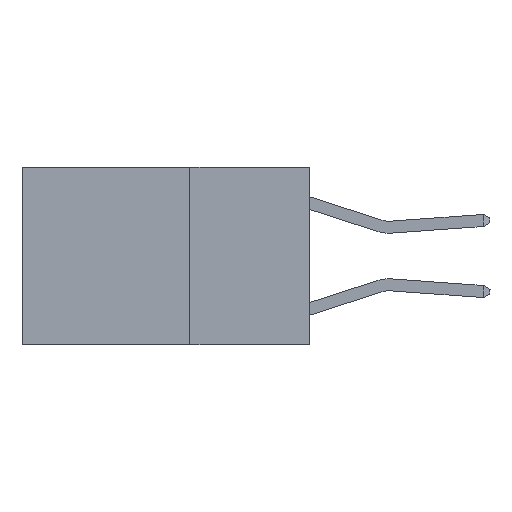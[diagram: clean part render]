
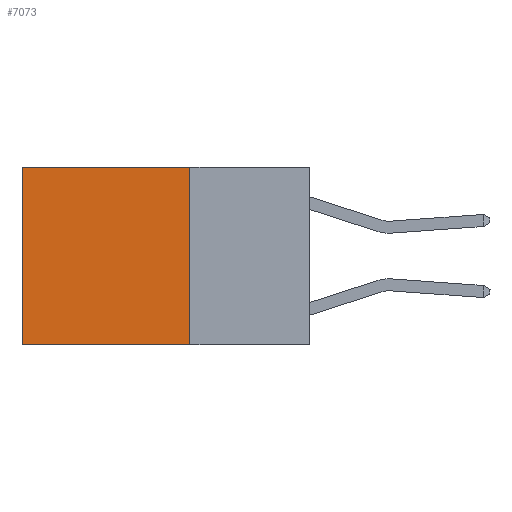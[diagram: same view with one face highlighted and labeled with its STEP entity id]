
A CAD part, left-side view. The second image highlights one B-rep face of the part: STEP entity #7073.
In plain terms, the highlighted planar face has unit normal (-1, 0, 0).
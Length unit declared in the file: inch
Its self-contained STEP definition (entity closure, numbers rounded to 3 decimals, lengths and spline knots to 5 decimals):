
#1062 = CARTESIAN_POINT ( 'NONE',  ( 0.2625, 0.25, 0. ) ) ;
#2327 = CARTESIAN_POINT ( 'NONE',  ( 0.2625, 0.25, -0.37 ) ) ;
#3355 = VERTEX_POINT ( 'NONE', #3930 ) ;
#3570 = DIRECTION ( 'NONE',  ( 0., 1., 0. ) ) ;
#3930 = CARTESIAN_POINT ( 'NONE',  ( 0.2625, 0.6, -0.37 ) ) ;
#6221 = LINE ( 'NONE', #21023, #19300 ) ;
#6308 = DIRECTION ( 'NONE',  ( 0., 0., -1. ) ) ;
#7073 = ADVANCED_FACE ( 'NONE', ( #18144 ), #24796, .F. ) ;
#7766 = DIRECTION ( 'NONE',  ( 1., 0., 0. ) ) ;
#8535 = EDGE_CURVE ( 'NONE', #29348, #12973, #23785, .T. ) ;
#8577 = EDGE_CURVE ( 'NONE', #24686, #3355, #10463, .T. ) ;
#8657 = DIRECTION ( 'NONE',  ( 0., 1., 0. ) ) ;
#8892 = CARTESIAN_POINT ( 'NONE',  ( 0.2625, 0.6, 0. ) ) ;
#10463 = LINE ( 'NONE', #11050, #22687 ) ;
#11050 = CARTESIAN_POINT ( 'NONE',  ( 0.2625, 0.25, -0.37 ) ) ;
#11087 = EDGE_CURVE ( 'NONE', #12973, #3355, #13731, .T. ) ;
#11831 = EDGE_LOOP ( 'NONE', ( #12962, #12200, #22319, #21941 ) ) ;
#12200 = ORIENTED_EDGE ( 'NONE', *, *, #8577, .F. ) ;
#12203 = VECTOR ( 'NONE', #23564, 39.37008 ) ;
#12962 = ORIENTED_EDGE ( 'NONE', *, *, #11087, .T. ) ;
#12973 = VERTEX_POINT ( 'NONE', #22258 ) ;
#13731 = LINE ( 'NONE', #8892, #12203 ) ;
#17302 = VECTOR ( 'NONE', #3570, 39.37008 ) ;
#18059 = EDGE_CURVE ( 'NONE', #29348, #24686, #6221, .T. ) ;
#18144 = FACE_OUTER_BOUND ( 'NONE', #11831, .T. ) ;
#19300 = VECTOR ( 'NONE', #6308, 39.37008 ) ;
#21023 = CARTESIAN_POINT ( 'NONE',  ( 0.2625, 0.25, 0. ) ) ;
#21941 = ORIENTED_EDGE ( 'NONE', *, *, #8535, .T. ) ;
#22258 = CARTESIAN_POINT ( 'NONE',  ( 0.2625, 0.6, 0. ) ) ;
#22319 = ORIENTED_EDGE ( 'NONE', *, *, #18059, .F. ) ;
#22456 = CARTESIAN_POINT ( 'NONE',  ( 0.2625, 0.25, 0. ) ) ;
#22687 = VECTOR ( 'NONE', #8657, 39.37008 ) ;
#23564 = DIRECTION ( 'NONE',  ( 0., 0., -1. ) ) ;
#23785 = LINE ( 'NONE', #1062, #17302 ) ;
#24480 = AXIS2_PLACEMENT_3D ( 'NONE', #22456, #7766, #24904 ) ;
#24686 = VERTEX_POINT ( 'NONE', #2327 ) ;
#24796 = PLANE ( 'NONE',  #24480 ) ;
#24904 = DIRECTION ( 'NONE',  ( 0., 0., -1. ) ) ;
#29255 = CARTESIAN_POINT ( 'NONE',  ( 0.2625, 0.25, 0. ) ) ;
#29348 = VERTEX_POINT ( 'NONE', #29255 ) ;
